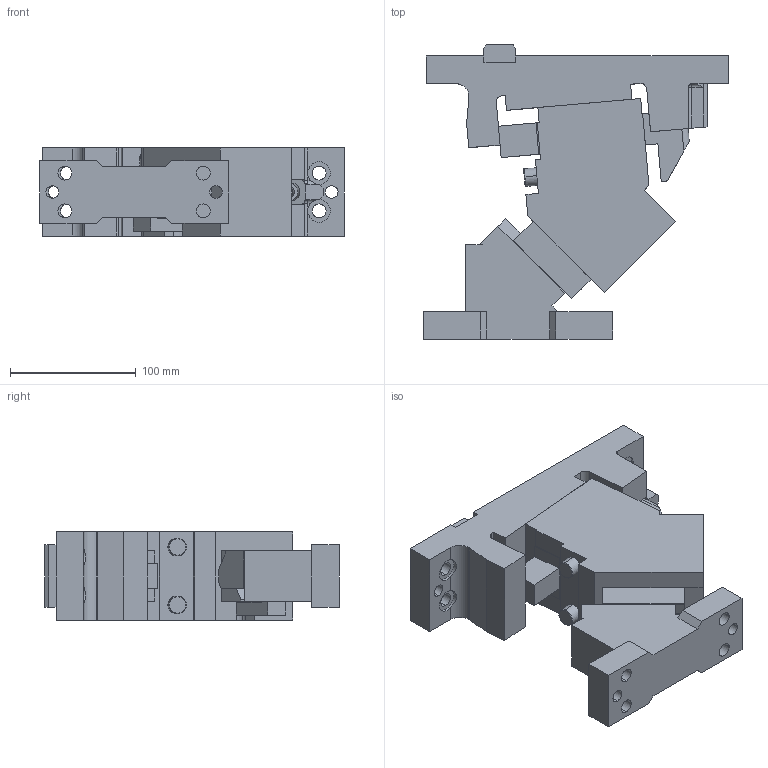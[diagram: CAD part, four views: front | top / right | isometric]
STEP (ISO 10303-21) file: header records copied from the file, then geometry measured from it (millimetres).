
FILE_DESCRIPTION(('CATIA V5 STEP Exchange'),'2;1');
FILE_NAME('CACN_70_45.stp','2015-04-23T08:57:17+00:00',('none'),('none'),'CATIA Version 5 Release 19 SP 2 (IN-10)','CATIA V5 STEP AP203','none');
FILE_SCHEMA(('CONFIG_CONTROL_DESIGN'));
Length unit declared in the file: millimetre
Products named in the file (1): CACN_70_45
Bounding box: 242 x 234 x 70 mm (x, y, z)
Volume: 1785601.3 mm3; surface area: 208270 mm2
Topology: 3 solids, 5 shells, 270 faces, 741 edges, 481 vertices
Faces by surface type: plane 179, cylinder 79, cone 6, torus 4, sphere 2
Entity records: 9030 total; most frequent: CARTESIAN_POINT 2330, ORIENTED_EDGE 1466, DIRECTION 1174, EDGE_CURVE 733, VECTOR 547, LINE 547, VERTEX_POINT 481, AXIS2_PLACEMENT_3D 381
